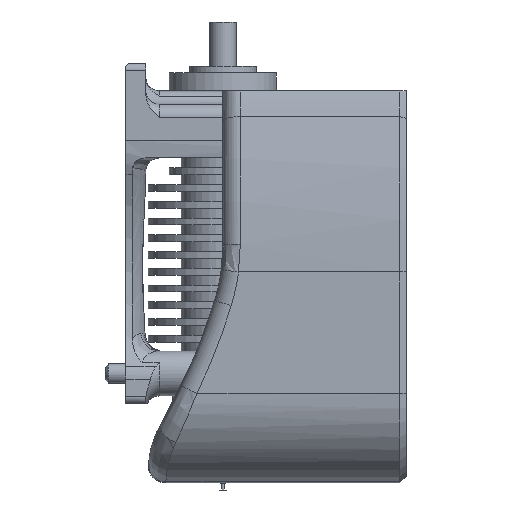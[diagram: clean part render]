
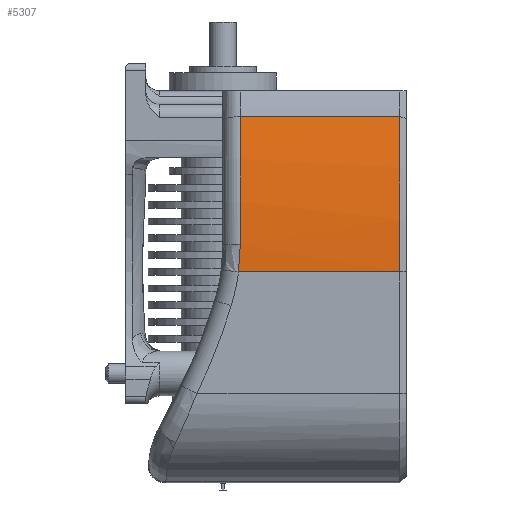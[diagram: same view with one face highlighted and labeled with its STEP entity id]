
A CAD part, front view. The second image highlights one B-rep face of the part: STEP entity #5307.
In plain terms, the highlighted cylindrical face has radius 90.29 mm (diameter 180.58 mm), a partial arc.
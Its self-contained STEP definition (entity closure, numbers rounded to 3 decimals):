
#997=B_SPLINE_CURVE_WITH_KNOTS('',3,(#32764,#32765,#32766,#32767),
 .UNSPECIFIED.,.F.,.F.,(4,4),(0.,1.),.UNSPECIFIED.);
#2120=CYLINDRICAL_SURFACE('',#19629,90.29);
#2753=FACE_OUTER_BOUND('',#6942,.T.);
#3693=LINE('',#32756,#4438);
#3694=LINE('',#32758,#4439);
#4438=VECTOR('',#22311,1.);
#4439=VECTOR('',#22314,1.);
#5307=ADVANCED_FACE('',(#2753),#2120,.T.);
#6942=EDGE_LOOP('',(#9912,#9913,#9914,#9915,#9916));
#9912=ORIENTED_EDGE('',*,*,#16406,.T.);
#9913=ORIENTED_EDGE('',*,*,#16407,.F.);
#9914=ORIENTED_EDGE('',*,*,#16405,.F.);
#9915=ORIENTED_EDGE('',*,*,#16408,.F.);
#9916=ORIENTED_EDGE('',*,*,#16409,.F.);
#13852=VERTEX_POINT('',#28215);
#14139=VERTEX_POINT('',#32754);
#14140=VERTEX_POINT('',#32759);
#14141=VERTEX_POINT('',#32760);
#14142=VERTEX_POINT('',#32763);
#16405=EDGE_CURVE('',#13852,#14139,#3693,.T.);
#16406=EDGE_CURVE('',#14140,#14141,#3694,.T.);
#16407=EDGE_CURVE('',#14139,#14141,#18438,.T.);
#16408=EDGE_CURVE('',#14142,#13852,#18439,.T.);
#16409=EDGE_CURVE('',#14140,#14142,#997,.T.);
#18438=CIRCLE('',#19627,90.29);
#18439=CIRCLE('',#19628,90.29);
#19627=AXIS2_PLACEMENT_3D('',#32761,#22315,#22316);
#19628=AXIS2_PLACEMENT_3D('',#32762,#22317,#22318);
#19629=AXIS2_PLACEMENT_3D('',#32768,#22319,#22320);
#22311=DIRECTION('',(1.,0.,0.));
#22314=DIRECTION('',(1.,0.,0.));
#22315=DIRECTION('',(1.,0.,0.));
#22316=DIRECTION('',(0.,-0.966,0.257));
#22317=DIRECTION('',(-1.,0.,0.));
#22318=DIRECTION('',(0.,-0.966,0.257));
#22319=DIRECTION('',(-1.,0.,0.));
#22320=DIRECTION('',(0.,-0.966,0.257));
#28215=CARTESIAN_POINT('',(2.6,-27.258,55.674));
#32754=CARTESIAN_POINT('',(26.4,-27.258,55.674));
#32756=CARTESIAN_POINT('',(1.6,-27.258,55.674));
#32758=CARTESIAN_POINT('',(1.6,-30.29,32.47));
#32759=CARTESIAN_POINT('',(2.342,-30.29,32.47));
#32760=CARTESIAN_POINT('',(26.4,-30.29,32.47));
#32761=CARTESIAN_POINT('',(26.4,60.,32.47));
#32762=CARTESIAN_POINT('',(2.6,60.,32.47));
#32763=CARTESIAN_POINT('',(2.6,-30.197,36.578));
#32764=CARTESIAN_POINT('',(2.342,-30.29,32.47));
#32765=CARTESIAN_POINT('',(2.514,-30.29,33.832));
#32766=CARTESIAN_POINT('',(2.6,-30.259,35.206));
#32767=CARTESIAN_POINT('',(2.6,-30.197,36.578));
#32768=CARTESIAN_POINT('',(26.7,60.,32.47));
